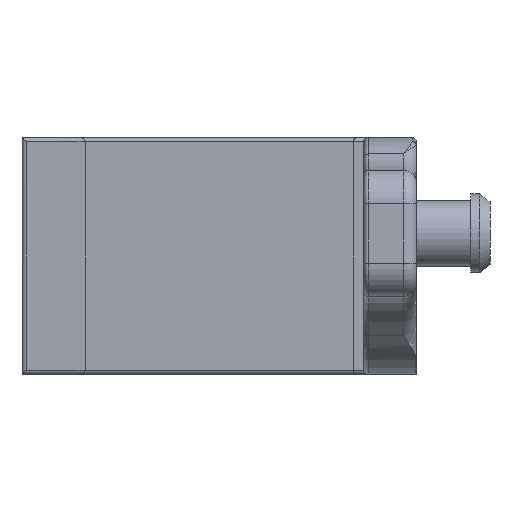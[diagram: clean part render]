
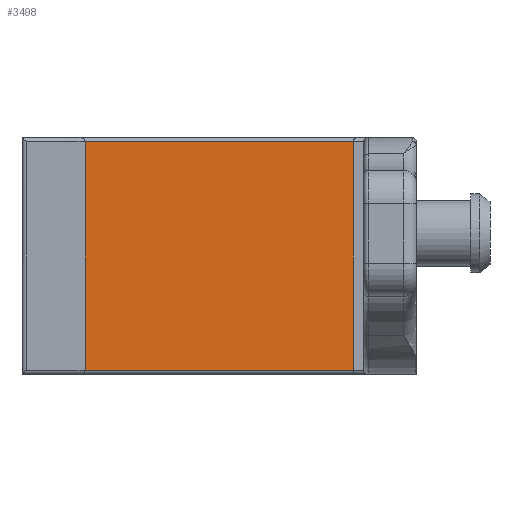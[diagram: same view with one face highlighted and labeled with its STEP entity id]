
A CAD part, left-side view. The second image highlights one B-rep face of the part: STEP entity #3498.
In plain terms, the highlighted planar face has unit normal (-1, 0, 0).
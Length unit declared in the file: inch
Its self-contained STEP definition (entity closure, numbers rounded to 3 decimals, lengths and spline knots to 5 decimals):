
#2306 = CARTESIAN_POINT ( 'NONE',  ( -0.08, -0.02, -0.072 ) ) ;
#2337 = DIRECTION ( 'NONE',  ( 0., 0., 1. ) ) ;
#2338 = VECTOR ( 'NONE', #2337, 39.37008 ) ;
#2339 = CARTESIAN_POINT ( 'NONE',  ( -0.08, -0.02, -0.08 ) ) ;
#2340 = LINE ( 'NONE', #2339, #2338 ) ;
#2351 = CARTESIAN_POINT ( 'NONE',  ( -0.08, -0.02, 0.362 ) ) ;
#2364 = DIRECTION ( 'NONE',  ( 0., -1., 0. ) ) ;
#2365 = DIRECTION ( 'NONE',  ( -1., 0., 0. ) ) ;
#2366 = CARTESIAN_POINT ( 'NONE',  ( -0.08, 0.57, -0.08 ) ) ;
#2367 = AXIS2_PLACEMENT_3D ( 'NONE', #2366, #2365, #2364 ) ;
#2368 = PLANE ( 'NONE',  #2367 ) ;
#2370 = FACE_OUTER_BOUND ( 'NONE', #3485, .T. ) ;
#2371 = DIRECTION ( 'NONE',  ( 0., 1., 0. ) ) ;
#2372 = VECTOR ( 'NONE', #2371, 39.37008 ) ;
#2373 = CARTESIAN_POINT ( 'NONE',  ( -0.08, 0.57, 0.362 ) ) ;
#2374 = LINE ( 'NONE', #2373, #2372 ) ;
#2375 = DIRECTION ( 'NONE',  ( 0., 0., 1. ) ) ;
#2376 = VECTOR ( 'NONE', #2375, 39.37008 ) ;
#2377 = CARTESIAN_POINT ( 'NONE',  ( -0.08, 0.57, -0.08 ) ) ;
#2378 = LINE ( 'NONE', #2377, #2376 ) ;
#2379 = CARTESIAN_POINT ( 'NONE',  ( -0.08, 0.57, 0.362 ) ) ;
#2405 = DIRECTION ( 'NONE',  ( 0., -1., 0. ) ) ;
#2406 = VECTOR ( 'NONE', #2405, 39.37008 ) ;
#2407 = CARTESIAN_POINT ( 'NONE',  ( -0.08, -0.02, -0.072 ) ) ;
#2413 = LINE ( 'NONE', #2407, #2406 ) ;
#2419 = CARTESIAN_POINT ( 'NONE',  ( -0.08, 0.57, -0.072 ) ) ;
#3464 = VERTEX_POINT ( 'NONE', #2306 ) ;
#3469 = ORIENTED_EDGE ( 'NONE', *, *, #3497, .T. ) ;
#3477 = VERTEX_POINT ( 'NONE', #2351 ) ;
#3483 = EDGE_CURVE ( 'NONE', #3464, #3477, #2340, .T. ) ;
#3485 = EDGE_LOOP ( 'NONE', ( #3486, #3469, #3495, #3513 ) ) ;
#3486 = ORIENTED_EDGE ( 'NONE', *, *, #3483, .T. ) ;
#3494 = VERTEX_POINT ( 'NONE', #2379 ) ;
#3495 = ORIENTED_EDGE ( 'NONE', *, *, #3496, .F. ) ;
#3496 = EDGE_CURVE ( 'NONE', #3507, #3494, #2378, .T. ) ;
#3497 = EDGE_CURVE ( 'NONE', #3477, #3494, #2374, .T. ) ;
#3498 = ADVANCED_FACE ( 'NONE', ( #2370 ), #2368, .T. ) ;
#3507 = VERTEX_POINT ( 'NONE', #2419 ) ;
#3513 = ORIENTED_EDGE ( 'NONE', *, *, #3514, .T. ) ;
#3514 = EDGE_CURVE ( 'NONE', #3507, #3464, #2413, .T. ) ;
